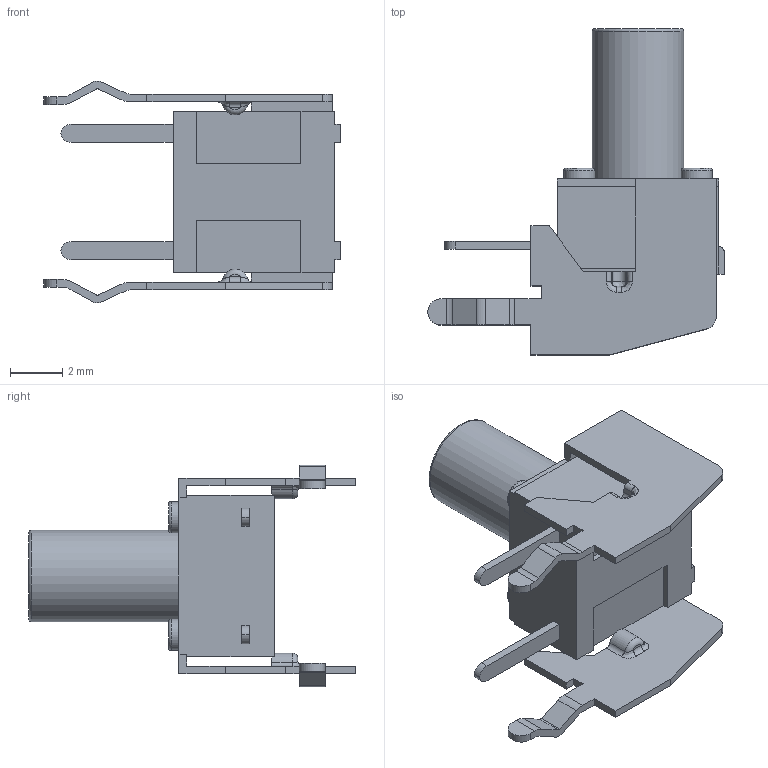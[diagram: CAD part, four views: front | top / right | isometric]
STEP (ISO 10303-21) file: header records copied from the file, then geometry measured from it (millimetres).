
FILE_DESCRIPTION( ( 'STEP AP214' ), ' ' );
FILE_NAME( 'psolqas10493361317.stp', '2017-10-30T09:49:33', ( '' ), ( '' ), ' ', 'PARTsolutions', ' ' );
FILE_SCHEMA( ( 'AUTOMOTIVE_DESIGN { 1 0 10303 214 1 1 1 1 }' ) );
Length unit declared in the file: metre
Products named in the file (1): 1
Bounding box: 11.35 x 12.5 x 8.5 mm (x, y, z)
Volume: 219.7 mm3; surface area: 432.4 mm2
Topology: 1 solids, 1 shells, 157 faces, 420 edges, 272 vertices
Faces by surface type: plane 93, cylinder 47, bspline 10, torus 7
Full cylindrical faces by diameter (mm): 1.2 x4, 3.5 x1
Entity records: 5668 total; most frequent: CARTESIAN_POINT 1424, ORIENTED_EDGE 810, DIRECTION 776, EDGE_CURVE 405, LINE 290, VECTOR 290, VERTEX_POINT 267, AXIS2_PLACEMENT_3D 243
